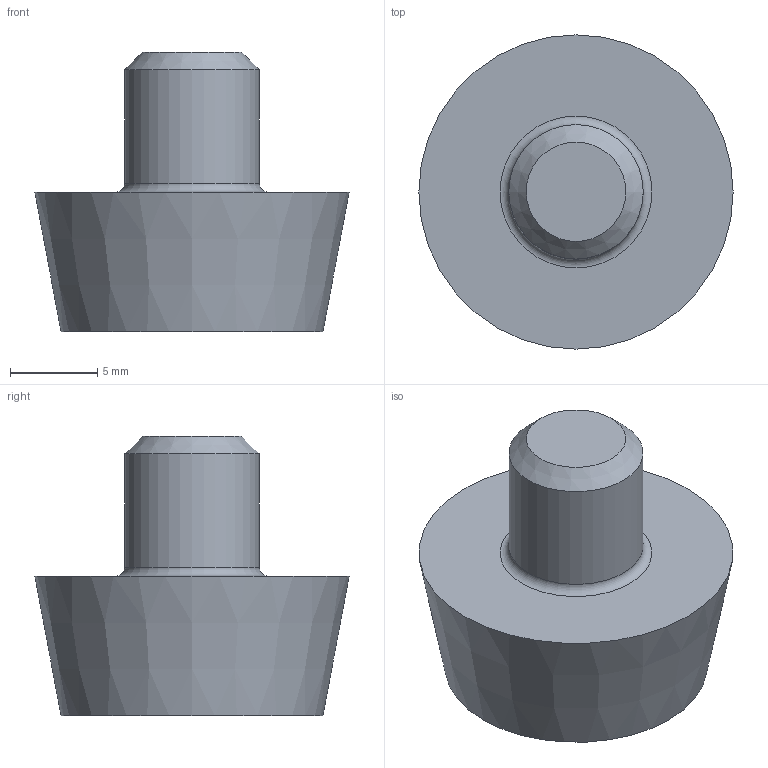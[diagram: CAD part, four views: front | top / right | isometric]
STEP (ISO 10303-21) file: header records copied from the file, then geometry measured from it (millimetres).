
FILE_DESCRIPTION(/* description */ (''),/* implementation_level */ '2;1');
FILE_NAME(/* name */ 'microwave foot_v1.step',/* time_stamp */ '2020-09-19T14:43:44+02:00',/* author */ (''),/* organization */ (''),/* preprocessor_version */ 'ST-DEVELOPER v18.1',/* originating_system */ 'Autodesk Translation Framework v9.3.0.1241',/* authorisation */ '');
FILE_SCHEMA (('AUTOMOTIVE_DESIGN { 1 0 10303 214 3 1 1 }'));
Length unit declared in the file: millimetre
Products named in the file (1): microwave foot
Bounding box: 18 x 18 x 16 mm (x, y, z)
Volume: 2078.1 mm3; surface area: 1026.1 mm2
Topology: 1 solids, 1 shells, 7 faces, 11 edges, 7 vertices
Faces by surface type: plane 3, cone 2, cylinder 1, torus 1
Full cylindrical faces by diameter (mm): 7.7 x1
Entity records: 205 total; most frequent: DIRECTION 35, CARTESIAN_POINT 26, ORIENTED_EDGE 22, AXIS2_PLACEMENT_3D 16, EDGE_CURVE 11, EDGE_LOOP 8, CIRCLE 8, FACE_OUTER_BOUND 7
